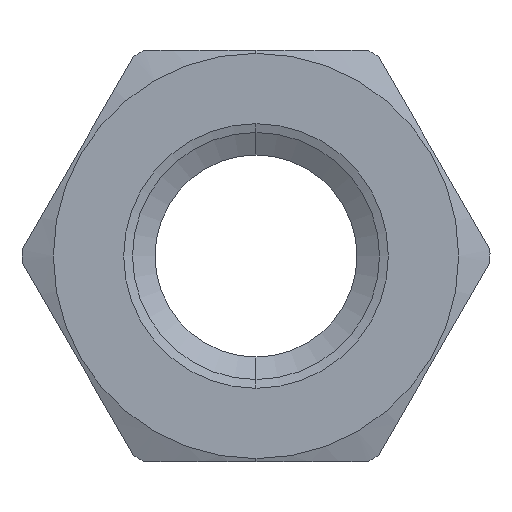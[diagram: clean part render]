
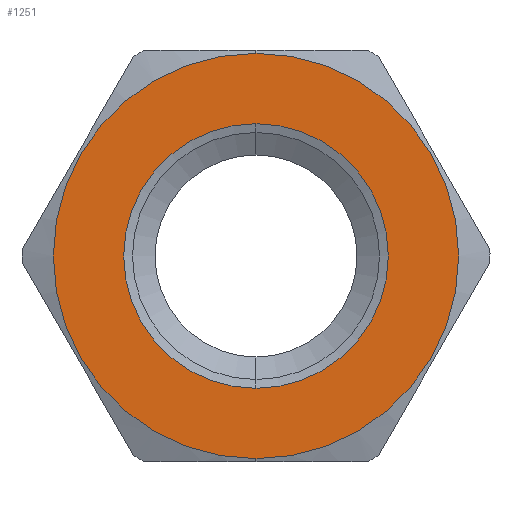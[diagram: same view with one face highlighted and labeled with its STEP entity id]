
A CAD part, front view. The second image highlights one B-rep face of the part: STEP entity #1251.
In plain terms, the highlighted planar face has unit normal (0, -1, 0).
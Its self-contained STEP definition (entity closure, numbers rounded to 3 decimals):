
#35 = EDGE_CURVE ( 'NONE', #790, #1200, #250, .T. ) ;
#50 = DIRECTION ( 'NONE',  ( 0., -1., 0. ) ) ;
#182 = CARTESIAN_POINT ( 'NONE',  ( 0., -5., 4.924 ) ) ;
#190 = CARTESIAN_POINT ( 'NONE',  ( 0., -5., 0. ) ) ;
#201 = DIRECTION ( 'NONE',  ( 0., 0., -1. ) ) ;
#250 = CIRCLE ( 'NONE', #730, 3.216 ) ;
#332 = AXIS2_PLACEMENT_3D ( 'NONE', #478, #473, #472 ) ;
#393 = DIRECTION ( 'NONE',  ( 0., -1., 0. ) ) ;
#397 = VERTEX_POINT ( 'NONE', #182 ) ;
#462 = CIRCLE ( 'NONE', #332, 4.924 ) ;
#472 = DIRECTION ( 'NONE',  ( 0., 0., 1. ) ) ;
#473 = DIRECTION ( 'NONE',  ( 0., -1., 0. ) ) ;
#478 = CARTESIAN_POINT ( 'NONE',  ( 0., -5., 0. ) ) ;
#681 = CARTESIAN_POINT ( 'NONE',  ( 0., -5., -4.924 ) ) ;
#698 = AXIS2_PLACEMENT_3D ( 'NONE', #882, #50, #788 ) ;
#730 = AXIS2_PLACEMENT_3D ( 'NONE', #190, #393, #201 ) ;
#754 = ORIENTED_EDGE ( 'NONE', *, *, #35, .F. ) ;
#766 = ORIENTED_EDGE ( 'NONE', *, *, #950, .F. ) ;
#778 = CARTESIAN_POINT ( 'NONE',  ( 0., -5., 3.216 ) ) ;
#788 = DIRECTION ( 'NONE',  ( 0., 0., -1. ) ) ;
#790 = VERTEX_POINT ( 'NONE', #778 ) ;
#882 = CARTESIAN_POINT ( 'NONE',  ( 0., -5., 0. ) ) ;
#883 = ORIENTED_EDGE ( 'NONE', *, *, #1640, .T. ) ;
#892 = ORIENTED_EDGE ( 'NONE', *, *, #1811, .T. ) ;
#950 = EDGE_CURVE ( 'NONE', #1200, #790, #1759, .T. ) ;
#977 = EDGE_LOOP ( 'NONE', ( #892, #883 ) ) ;
#1001 = EDGE_LOOP ( 'NONE', ( #766, #754 ) ) ;
#1033 = VERTEX_POINT ( 'NONE', #681 ) ;
#1200 = VERTEX_POINT ( 'NONE', #1429 ) ;
#1237 = DIRECTION ( 'NONE',  ( 0., 0., 1. ) ) ;
#1239 = DIRECTION ( 'NONE',  ( 0., -1., 0. ) ) ;
#1240 = CARTESIAN_POINT ( 'NONE',  ( 0., -5., 0. ) ) ;
#1247 = AXIS2_PLACEMENT_3D ( 'NONE', #1240, #1239, #1237 ) ;
#1251 = ADVANCED_FACE ( 'NONE', ( #1540, #1557 ), #1392, .F. ) ;
#1387 = DIRECTION ( 'NONE',  ( -1., 0., 0. ) ) ;
#1389 = DIRECTION ( 'NONE',  ( 0., 1., 0. ) ) ;
#1392 = PLANE ( 'NONE',  #1550 ) ;
#1409 = CARTESIAN_POINT ( 'NONE',  ( 4.983, -5., -4.983 ) ) ;
#1429 = CARTESIAN_POINT ( 'NONE',  ( 0., -5., -3.216 ) ) ;
#1451 = CIRCLE ( 'NONE', #1247, 4.924 ) ;
#1540 = FACE_BOUND ( 'NONE', #1001, .T. ) ;
#1550 = AXIS2_PLACEMENT_3D ( 'NONE', #1409, #1389, #1387 ) ;
#1557 = FACE_OUTER_BOUND ( 'NONE', #977, .T. ) ;
#1640 = EDGE_CURVE ( 'NONE', #1033, #397, #462, .T. ) ;
#1759 = CIRCLE ( 'NONE', #698, 3.216 ) ;
#1811 = EDGE_CURVE ( 'NONE', #397, #1033, #1451, .T. ) ;
